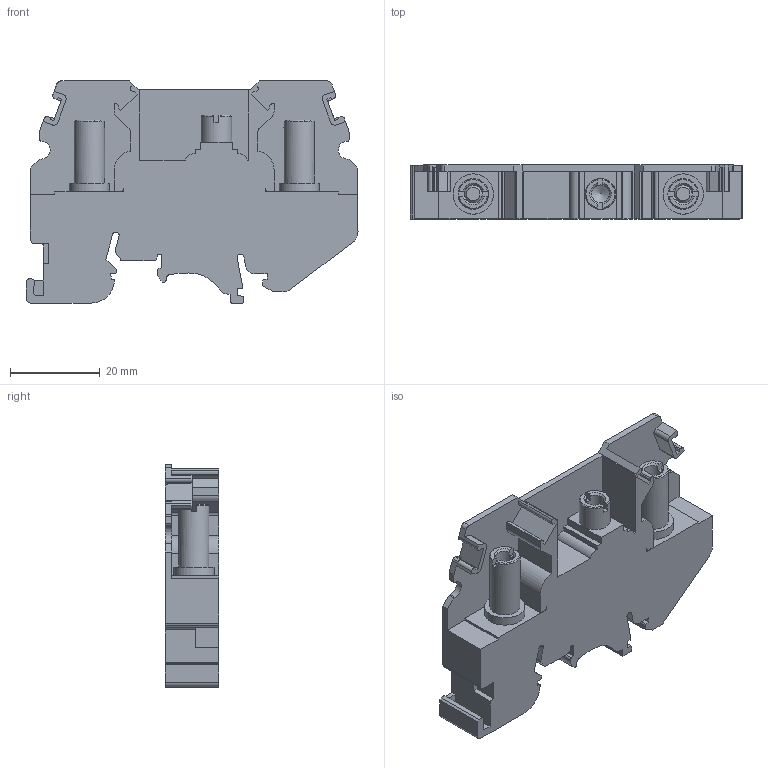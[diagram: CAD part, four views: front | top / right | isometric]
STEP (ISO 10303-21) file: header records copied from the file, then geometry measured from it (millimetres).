
FILE_DESCRIPTION(/* description */ ('Unknown'),/* implementation_level */ '2;1');
FILE_NAME(/* name */ 'KLTDM4_SOLID',/* time_stamp */ '2024-07-30T16:34:57+05:00',/* author */ ('Unknown'),/* organization */ ('Unknown'),/* preprocessor_version */ 'ST-DEVELOPER v16.7',/* originating_system */ 'Solid Edge',/* authorisation */ 'Unknown');
FILE_SCHEMA (('AUTOMOTIVE_DESIGN {1 0 10303 214 3 1 1}'));
Length unit declared in the file: millimetre
Products named in the file (1): 2KLTDM4_SOLID
Bounding box: 74 x 12 x 49.5 mm (x, y, z)
Volume: 24390.3 mm3; surface area: 11678.6 mm2
Topology: 1 solids, 3 shells, 268 faces, 774 edges, 514 vertices
Faces by surface type: plane 178, cylinder 72, cone 17, bspline 1
Full cylindrical faces by diameter (mm): 4 x5, 6.8 x2, 6.85 x1, 9 x2
Entity records: 10595 total; most frequent: CARTESIAN_POINT 1621, ORIENTED_EDGE 1504, DIRECTION 1441, EDGE_CURVE 752, LINE 545, VECTOR 545, VERTEX_POINT 508, AXIS2_PLACEMENT_3D 448
